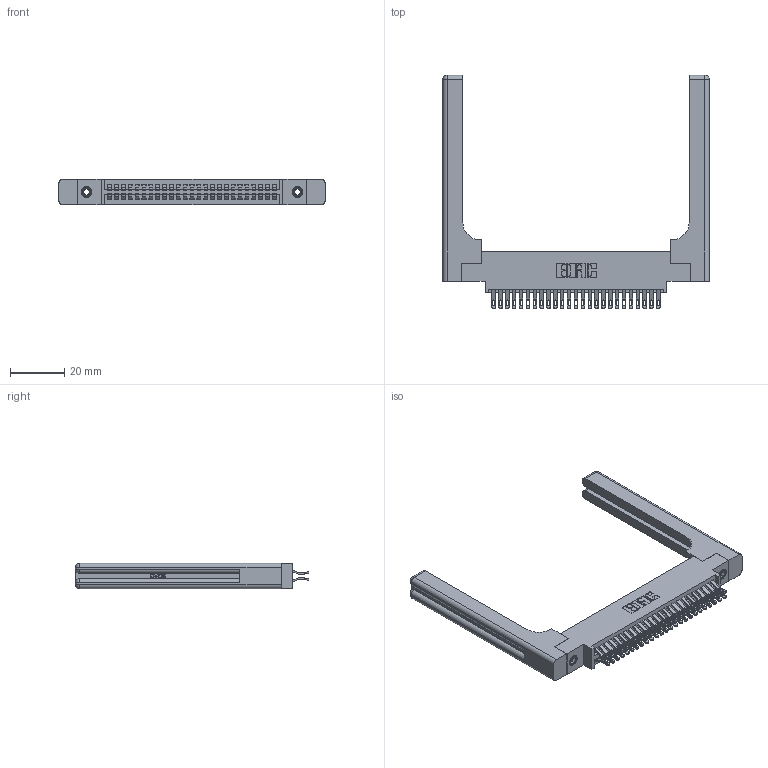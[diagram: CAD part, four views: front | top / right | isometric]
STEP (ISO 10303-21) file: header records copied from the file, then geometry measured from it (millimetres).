
FILE_DESCRIPTION (( 'STEP AP203' ), '1' );
FILE_NAME ('395-050-555-858.STEP', '2019-10-19T13:59:37', ( '' ), ( '' ), 'SwSTEP 2.0', 'SolidWorks 2016', '' );
FILE_SCHEMA (( 'CONFIG_CONTROL_DESIGN' ));
Length unit declared in the file: inch
Products named in the file (5): 345 Part_0.170 Offset - 0.156 Dia-TH; 345-292-001_555 Tail; 345-250-001_345-250-001-102; 345-220-058_345-220-058; 395-050-555-858
Assembly tree (55 placements, depth 2):
  395-050-555-858
    345 Part_0.170 Offset - 0.156 Dia-TH
    345-292-001_555 Tail  x50
    345-250-001_345-250-001-102  x2
    345-220-058_345-220-058  x2
Bounding box: 98.53 x 86.41 x 9.4 mm (x, y, z)
Volume: 17919.9 mm3; surface area: 19338.5 mm2
Topology: 55 solids, 55 shells, 3186 faces, 9869 edges, 6558 vertices
Faces by surface type: plane 1782, cylinder 1344, bspline 36, cone 12, sphere 8, torus 4
Entity records: 27544 total; most frequent: CARTESIAN_POINT 5663, ORIENTED_EDGE 4364, DIRECTION 3914, EDGE_CURVE 2182, VECTOR 1838, LINE 1838, VERTEX_POINT 1446, AXIS2_PLACEMENT_3D 1038
